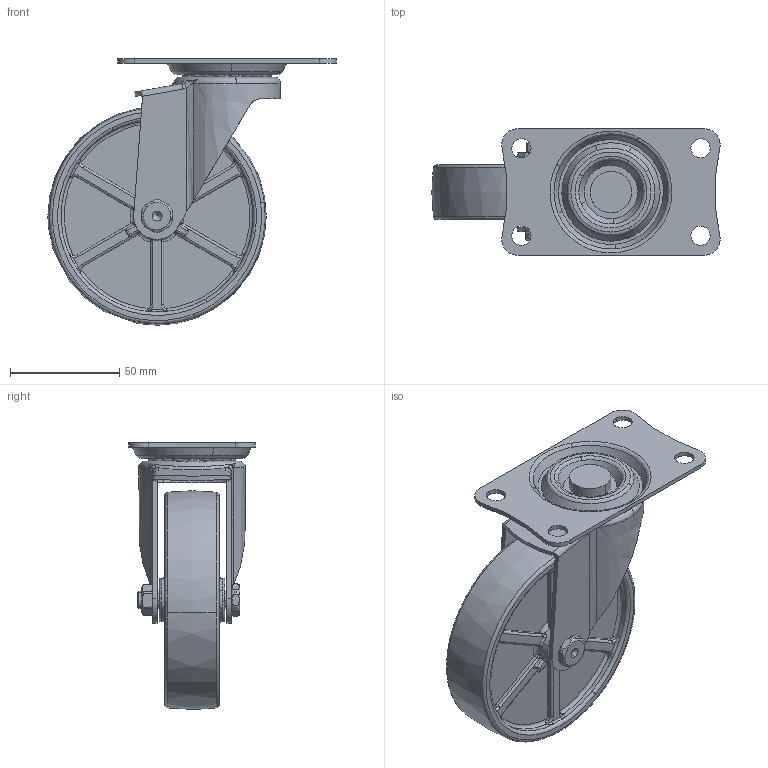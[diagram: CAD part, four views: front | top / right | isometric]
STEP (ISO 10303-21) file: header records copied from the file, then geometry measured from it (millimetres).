
FILE_DESCRIPTION((''),'2;1');
FILE_NAME('','2005-12-16T10:22:07',(''),(''),'','CADfix','');
FILE_SCHEMA(('AUTOMOTIVE_DESIGN'));
Length unit declared in the file: millimetre
Products named in the file (6): wheel; mounting plate; main shaft; body; axle; 320E_N100_1768_36
Assembly tree (5 placements, depth 2):
  320E_N100_1768_36
    wheel
    mounting plate
    main shaft
    body
    axle
Bounding box: 131.98 x 58 x 121.99 mm (x, y, z)
Volume: 183566.1 mm3; surface area: 63247.2 mm2
Topology: 5 solids, 5 shells, 641 faces, 1707 edges, 1072 vertices
Faces by surface type: bspline 641
Entity records: 33774 total; most frequent: CARTESIAN_POINT 24535, ORIENTED_EDGE 3340, EDGE_CURVE 1670, VERTEX_POINT 1072, EDGE_LOOP 692, FACE_OUTER_BOUND 641, ADVANCED_FACE 641, B_SPLINE_CURVE_WITH_KNOTS 416
